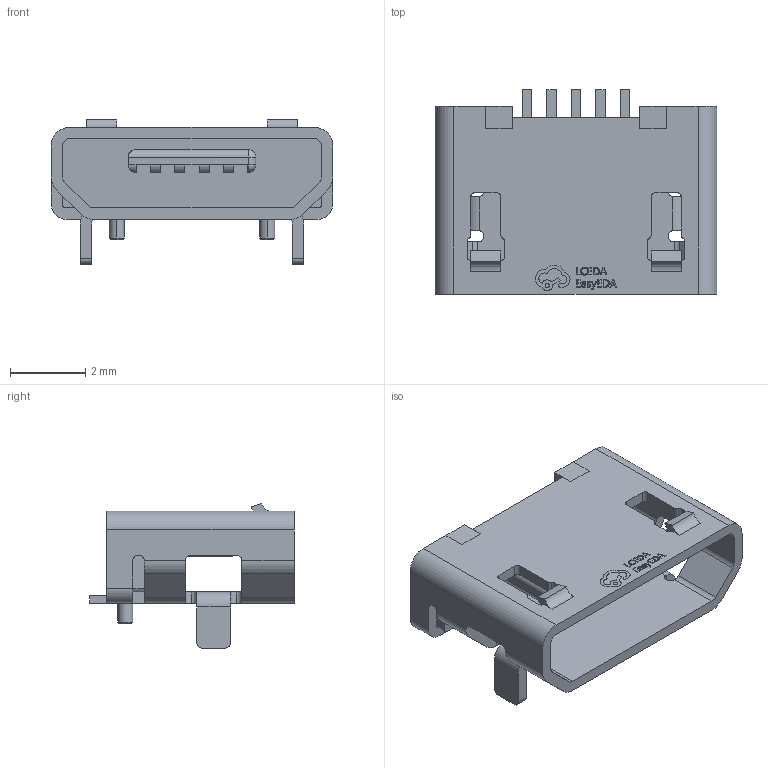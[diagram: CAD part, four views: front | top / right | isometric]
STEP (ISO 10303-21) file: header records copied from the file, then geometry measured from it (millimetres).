
FILE_DESCRIPTION(('FreeCAD Model'),'2;1');
FILE_NAME('Open CASCADE Shape Model','2023-09-21T23:47:29',('Author'),( ''),'Open CASCADE STEP processor 7.6','FreeCAD','Unknown');
FILE_SCHEMA(('AUTOMOTIVE_DESIGN { 1 0 10303 214 1 1 1 1 }'));
Length unit declared in the file: millimetre
Products named in the file (6): PCBModel; USB2; MICRO-USB-SMD_U254-051T-4BH83-F1S; COMPOUND003; COMPOUND001; COMPOUND002
Assembly tree (5 placements, depth 5):
  PCBModel
    USB2
      MICRO-USB-SMD_U254-051T-4BH83-F1S
        COMPOUND003
          COMPOUND001
          COMPOUND002
Bounding box: 7.5 x 5.45 x 3.85 mm (x, y, z)
Volume: 38.2 mm3; surface area: 250.7 mm2
Topology: 2 solids, 2 shells, 546 faces, 1513 edges, 998 vertices
Faces by surface type: plane 326, bspline 112, cylinder 102, cone 4, sphere 2
Entity records: 22106 total; most frequent: CARTESIAN_POINT 5195, ORIENTED_EDGE 3022, DIRECTION 2361, EDGE_CURVE 1511, LINE 1065, VECTOR 1065, VERTEX_POINT 998, AXIS2_PLACEMENT_3D 648
